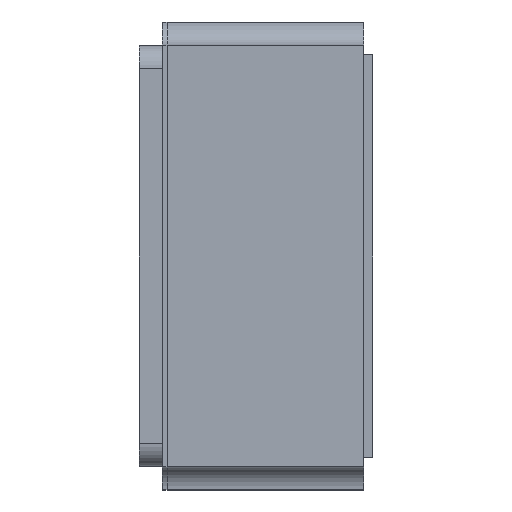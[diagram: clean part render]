
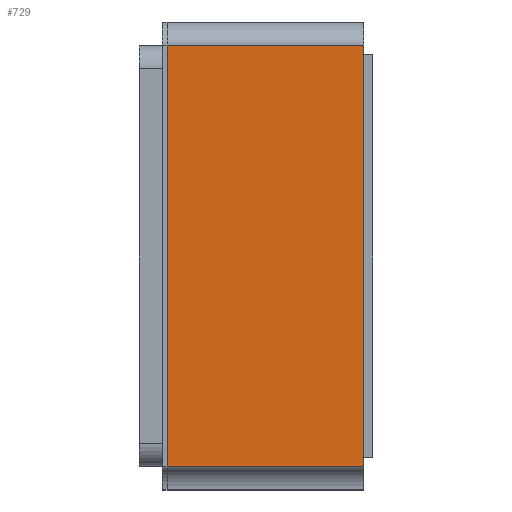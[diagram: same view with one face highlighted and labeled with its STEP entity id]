
A CAD part, left-side view. The second image highlights one B-rep face of the part: STEP entity #729.
In plain terms, the highlighted planar face has unit normal (-1, 0, 0).
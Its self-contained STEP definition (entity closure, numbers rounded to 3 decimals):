
#68 = CARTESIAN_POINT ( 'NONE',  ( -0.8, 0., 0.5 ) ) ;
#70 = VECTOR ( 'NONE', #1928, 1000. ) ;
#132 = LINE ( 'NONE', #1599, #70 ) ;
#281 = CARTESIAN_POINT ( 'NONE',  ( -0.8, 0.43, 0.5 ) ) ;
#289 = DIRECTION ( 'NONE',  ( 0., 0., 1. ) ) ;
#304 = ORIENTED_EDGE ( 'NONE', *, *, #674, .T. ) ;
#425 = CARTESIAN_POINT ( 'NONE',  ( -0.8, -0.02, 0.45 ) ) ;
#474 = FACE_OUTER_BOUND ( 'NONE', #1692, .T. ) ;
#526 = AXIS2_PLACEMENT_3D ( 'NONE', #281, #1954, #957 ) ;
#539 = EDGE_CURVE ( 'NONE', #1766, #1062, #1942, .T. ) ;
#571 = EDGE_CURVE ( 'NONE', #2025, #1766, #789, .T. ) ;
#607 = CARTESIAN_POINT ( 'NONE',  ( -0.8, 0.42, -0.45 ) ) ;
#674 = EDGE_CURVE ( 'NONE', #2125, #2025, #132, .T. ) ;
#706 = EDGE_CURVE ( 'NONE', #2125, #1062, #940, .T. ) ;
#728 = VECTOR ( 'NONE', #1768, 1000. ) ;
#729 = ADVANCED_FACE ( 'NONE', ( #474 ), #1305, .F. ) ;
#789 = LINE ( 'NONE', #68, #728 ) ;
#833 = VECTOR ( 'NONE', #289, 1000. ) ;
#870 = CARTESIAN_POINT ( 'NONE',  ( -0.8, 0., 0.45 ) ) ;
#940 = LINE ( 'NONE', #969, #833 ) ;
#957 = DIRECTION ( 'NONE',  ( 0., 0., -1. ) ) ;
#969 = CARTESIAN_POINT ( 'NONE',  ( -0.8, 0.42, -0.45 ) ) ;
#1016 = ORIENTED_EDGE ( 'NONE', *, *, #706, .F. ) ;
#1062 = VERTEX_POINT ( 'NONE', #1970 ) ;
#1121 = DIRECTION ( 'NONE',  ( 0., 1., 0. ) ) ;
#1124 = CARTESIAN_POINT ( 'NONE',  ( -0.8, 0., -0.45 ) ) ;
#1196 = ORIENTED_EDGE ( 'NONE', *, *, #539, .T. ) ;
#1305 = PLANE ( 'NONE',  #526 ) ;
#1505 = ORIENTED_EDGE ( 'NONE', *, *, #571, .T. ) ;
#1599 = CARTESIAN_POINT ( 'NONE',  ( -0.8, -0.02, -0.45 ) ) ;
#1692 = EDGE_LOOP ( 'NONE', ( #1016, #304, #1505, #1196 ) ) ;
#1766 = VERTEX_POINT ( 'NONE', #870 ) ;
#1768 = DIRECTION ( 'NONE',  ( 0., 0., 1. ) ) ;
#1928 = DIRECTION ( 'NONE',  ( 0., -1., 0. ) ) ;
#1942 = LINE ( 'NONE', #425, #2094 ) ;
#1954 = DIRECTION ( 'NONE',  ( 1., 0., 0. ) ) ;
#1970 = CARTESIAN_POINT ( 'NONE',  ( -0.8, 0.42, 0.45 ) ) ;
#2025 = VERTEX_POINT ( 'NONE', #1124 ) ;
#2094 = VECTOR ( 'NONE', #1121, 1000. ) ;
#2125 = VERTEX_POINT ( 'NONE', #607 ) ;
